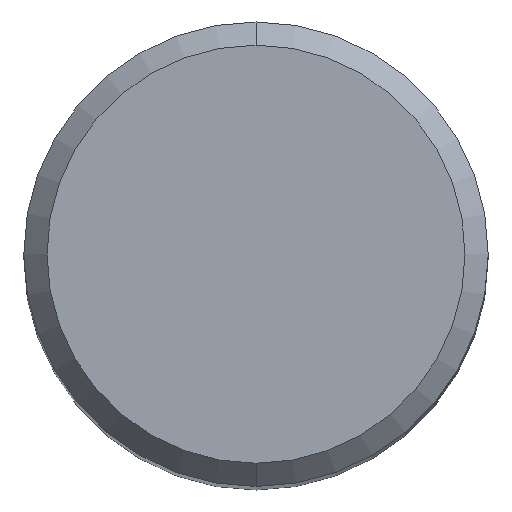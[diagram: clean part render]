
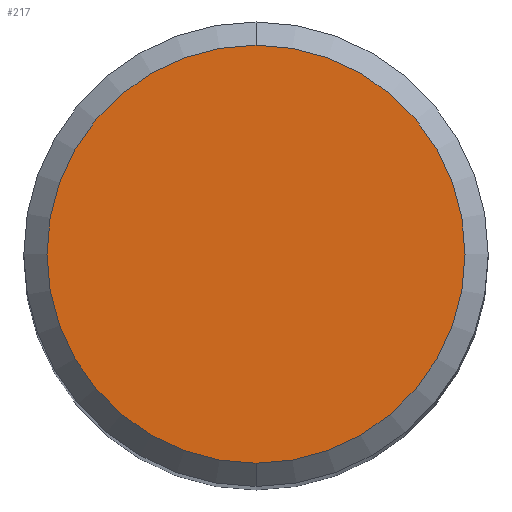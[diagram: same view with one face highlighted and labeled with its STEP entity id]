
A CAD part, top view. The second image highlights one B-rep face of the part: STEP entity #217.
In plain terms, the highlighted planar face has unit normal (0, 0, 1).
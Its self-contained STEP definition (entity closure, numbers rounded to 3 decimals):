
#101=EDGE_CURVE('',#175,#153,#252,.T.);
#131=EDGE_CURVE('',#153,#175,#284,.T.);
#153=VERTEX_POINT('',#311);
#175=VERTEX_POINT('',#336);
#217=ADVANCED_FACE('',(#384),#385,.T.);
#252=CIRCLE('',#414,3.6);
#284=CIRCLE('',#461,3.6);
#311=CARTESIAN_POINT('',(0.,-3.6,0.0));
#336=CARTESIAN_POINT('',(0.0,3.6,0.0));
#384=FACE_OUTER_BOUND('',#586,.T.);
#385=PLANE('',#587);
#414=AXIS2_PLACEMENT_3D('',#604,#605,#606);
#461=AXIS2_PLACEMENT_3D('',#637,#638,#639);
#586=EDGE_LOOP('',(#788,#789));
#587=AXIS2_PLACEMENT_3D('',#790,#791,#792);
#604=CARTESIAN_POINT('',(0.0,0.0,0.0));
#605=DIRECTION('',(0.0,0.0,-1.0));
#606=DIRECTION('',(0.0,1.0,0.0));
#637=CARTESIAN_POINT('',(0.0,0.0,0.0));
#638=DIRECTION('',(0.0,0.0,-1.0));
#639=DIRECTION('',(0.0,1.0,0.0));
#788=ORIENTED_EDGE('',*,*,#101,.F.);
#789=ORIENTED_EDGE('',*,*,#131,.F.);
#790=CARTESIAN_POINT('',(0.0,1.8,0.0));
#791=DIRECTION('',(-0.0,0.0,1.0));
#792=DIRECTION('',(0.0,-1.0,0.0));
